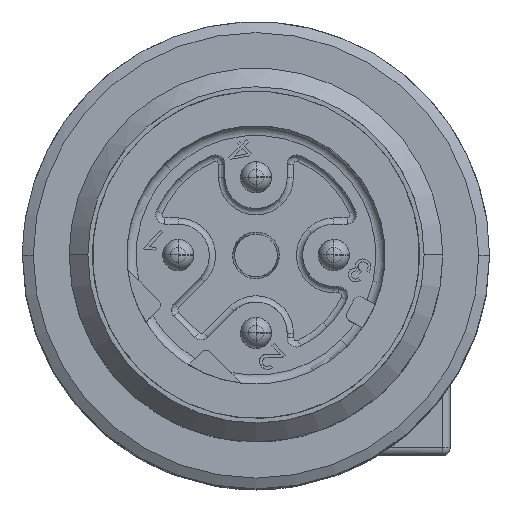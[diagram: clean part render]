
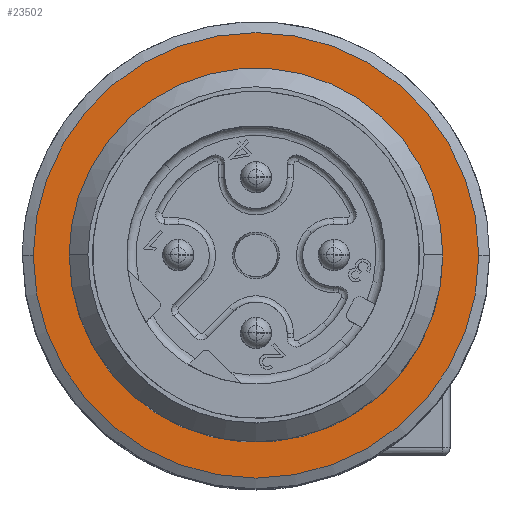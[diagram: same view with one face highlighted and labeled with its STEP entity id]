
A CAD part, top view. The second image highlights one B-rep face of the part: STEP entity #23502.
In plain terms, the highlighted planar face has unit normal (0, 0, 1).
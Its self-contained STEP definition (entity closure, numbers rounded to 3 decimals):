
#23399=AXIS2_PLACEMENT_3D('Circle Axis2P3D',#23397,#23398,$) ;
#23423=AXIS2_PLACEMENT_3D('Circle Axis2P3D',#23421,#23422,$) ;
#23436=AXIS2_PLACEMENT_3D('Plane Axis2P3D',#23433,#23434,#23435) ;
#23394=CARTESIAN_POINT('Vertex',(0.346,7.5,154.1)) ;
#23397=CARTESIAN_POINT('Axis2P3D Location',(7.5,7.5,154.1)) ;
#23401=CARTESIAN_POINT('Vertex',(14.654,7.5,154.1)) ;
#23421=CARTESIAN_POINT('Axis2P3D Location',(7.5,7.5,154.1)) ;
#23433=CARTESIAN_POINT('Axis2P3D Location',(7.5,0.346,154.1)) ;
#23443=CARTESIAN_POINT('Control Point',(13.5,7.5,154.1)) ;
#23444=CARTESIAN_POINT('Control Point',(13.5,8.1,154.1)) ;
#23445=CARTESIAN_POINT('Control Point',(13.425,8.7,154.1)) ;
#23446=CARTESIAN_POINT('Control Point',(13.275,9.288,154.1)) ;
#23447=CARTESIAN_POINT('Control Point',(12.831,10.413,154.1)) ;
#23448=CARTESIAN_POINT('Control Point',(12.124,11.394,154.1)) ;
#23449=CARTESIAN_POINT('Control Point',(11.711,11.837,154.1)) ;
#23450=CARTESIAN_POINT('Control Point',(10.782,12.612,154.1)) ;
#23451=CARTESIAN_POINT('Control Point',(9.692,13.134,154.1)) ;
#23452=CARTESIAN_POINT('Control Point',(9.116,13.325,154.1)) ;
#23453=CARTESIAN_POINT('Control Point',(7.93,13.56,154.1)) ;
#23454=CARTESIAN_POINT('Control Point',(6.722,13.495,154.1)) ;
#23455=CARTESIAN_POINT('Control Point',(6.125,13.387,154.1)) ;
#23456=CARTESIAN_POINT('Control Point',(4.972,13.024,154.1)) ;
#23457=CARTESIAN_POINT('Control Point',(3.943,12.388,154.1)) ;
#23458=CARTESIAN_POINT('Control Point',(3.471,12.007,154.1)) ;
#23459=CARTESIAN_POINT('Control Point',(2.633,11.136,154.1)) ;
#23460=CARTESIAN_POINT('Control Point',(2.035,10.085,154.1)) ;
#23461=CARTESIAN_POINT('Control Point',(1.804,9.524,154.1)) ;
#23462=CARTESIAN_POINT('Control Point',(1.6,8.776,154.1)) ;
#23463=CARTESIAN_POINT('Control Point',(1.518,8.01,154.1)) ;
#23464=CARTESIAN_POINT('Control Point',(1.506,7.84,154.1)) ;
#23465=CARTESIAN_POINT('Control Point',(1.5,7.67,154.1)) ;
#23466=CARTESIAN_POINT('Control Point',(1.5,7.5,154.1)) ;
#23467=CARTESIAN_POINT('Vertex',(13.5,7.5,154.1)) ;
#23469=CARTESIAN_POINT('Vertex',(1.5,7.5,154.1)) ;
#23473=CARTESIAN_POINT('Control Point',(1.5,7.5,154.1)) ;
#23474=CARTESIAN_POINT('Control Point',(1.5,6.9,154.1)) ;
#23475=CARTESIAN_POINT('Control Point',(1.575,6.3,154.1)) ;
#23476=CARTESIAN_POINT('Control Point',(1.725,5.712,154.1)) ;
#23477=CARTESIAN_POINT('Control Point',(2.169,4.587,154.1)) ;
#23478=CARTESIAN_POINT('Control Point',(2.876,3.606,154.1)) ;
#23479=CARTESIAN_POINT('Control Point',(3.289,3.163,154.1)) ;
#23480=CARTESIAN_POINT('Control Point',(4.218,2.388,154.1)) ;
#23481=CARTESIAN_POINT('Control Point',(5.308,1.866,154.1)) ;
#23482=CARTESIAN_POINT('Control Point',(5.884,1.675,154.1)) ;
#23483=CARTESIAN_POINT('Control Point',(7.07,1.44,154.1)) ;
#23484=CARTESIAN_POINT('Control Point',(8.278,1.505,154.1)) ;
#23485=CARTESIAN_POINT('Control Point',(8.875,1.613,154.1)) ;
#23486=CARTESIAN_POINT('Control Point',(10.028,1.976,154.1)) ;
#23487=CARTESIAN_POINT('Control Point',(11.057,2.612,154.1)) ;
#23488=CARTESIAN_POINT('Control Point',(11.529,2.993,154.1)) ;
#23489=CARTESIAN_POINT('Control Point',(12.367,3.864,154.1)) ;
#23490=CARTESIAN_POINT('Control Point',(12.965,4.915,154.1)) ;
#23491=CARTESIAN_POINT('Control Point',(13.196,5.476,154.1)) ;
#23492=CARTESIAN_POINT('Control Point',(13.4,6.224,154.1)) ;
#23493=CARTESIAN_POINT('Control Point',(13.482,6.99,154.1)) ;
#23494=CARTESIAN_POINT('Control Point',(13.494,7.16,154.1)) ;
#23495=CARTESIAN_POINT('Control Point',(13.5,7.33,154.1)) ;
#23496=CARTESIAN_POINT('Control Point',(13.5,7.5,154.1)) ;
#23398=DIRECTION('Axis2P3D Direction',(0.,0.,-1.)) ;
#23422=DIRECTION('Axis2P3D Direction',(0.,0.,-1.)) ;
#23434=DIRECTION('Axis2P3D Direction',(0.,0.,-1.)) ;
#23435=DIRECTION('Axis2P3D XDirection',(1.,0.,0.)) ;
#23439=ORIENTED_EDGE('',*,*,#23425,.T.) ;
#23440=ORIENTED_EDGE('',*,*,#23403,.T.) ;
#23499=ORIENTED_EDGE('',*,*,#23471,.F.) ;
#23500=ORIENTED_EDGE('',*,*,#23497,.F.) ;
#23501=FACE_BOUND('',#23498,.T.) ;
#23502=ADVANCED_FACE('Hauptk\X2\00F6\X0\rper',(#23441,#23501),#23437,.F.) ;
#23442=B_SPLINE_CURVE_WITH_KNOTS('',5,(#23443,#23444,#23445,#23446,#23447,#23448,#23449,#23450,#23451,#23452,#23453,#23454,#23455,#23456,#23457,#23458,#23459,#23460,#23461,#23462,#23463,#23464,#23465,#23466),.UNSPECIFIED.,.F.,.U.,(6,3,3,3,3,3,3,6),(0.,4.243,8.485,12.728,16.97,21.213,25.456,26.657),.UNSPECIFIED.) ;
#23472=B_SPLINE_CURVE_WITH_KNOTS('',5,(#23473,#23474,#23475,#23476,#23477,#23478,#23479,#23480,#23481,#23482,#23483,#23484,#23485,#23486,#23487,#23488,#23489,#23490,#23491,#23492,#23493,#23494,#23495,#23496),.UNSPECIFIED.,.F.,.U.,(6,3,3,3,3,3,3,6),(0.,4.243,8.485,12.728,16.97,21.213,25.456,26.657),.UNSPECIFIED.) ;
#23400=CIRCLE('generated circle',#23399,7.154) ;
#23424=CIRCLE('generated circle',#23423,7.154) ;
#23403=EDGE_CURVE('',#23402,#23395,#23400,.F.) ;
#23425=EDGE_CURVE('',#23395,#23402,#23424,.F.) ;
#23471=EDGE_CURVE('',#23468,#23470,#23442,.T.) ;
#23497=EDGE_CURVE('',#23470,#23468,#23472,.T.) ;
#23438=EDGE_LOOP('',(#23439,#23440)) ;
#23498=EDGE_LOOP('',(#23499,#23500)) ;
#23441=FACE_OUTER_BOUND('',#23438,.T.) ;
#23437=PLANE('',#23436) ;
#23395=VERTEX_POINT('',#23394) ;
#23402=VERTEX_POINT('',#23401) ;
#23468=VERTEX_POINT('',#23467) ;
#23470=VERTEX_POINT('',#23469) ;
